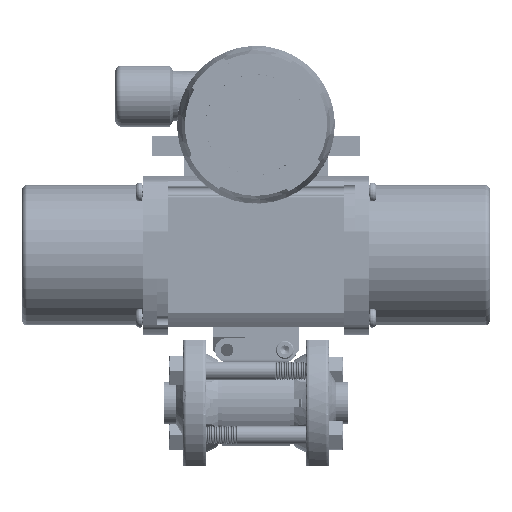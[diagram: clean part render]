
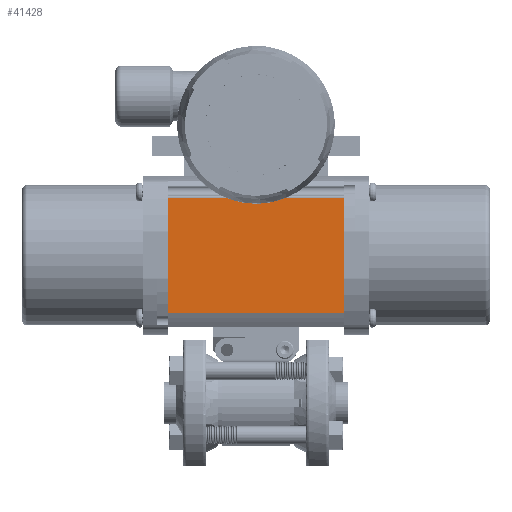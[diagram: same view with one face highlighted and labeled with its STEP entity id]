
A CAD part, top view. The second image highlights one B-rep face of the part: STEP entity #41428.
In plain terms, the highlighted planar face has unit normal (0, 0, 1).
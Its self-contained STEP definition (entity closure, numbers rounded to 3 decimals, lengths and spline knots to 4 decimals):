
#1320 = DIRECTION ( 'NONE',  ( -1., 0., 0. ) ) ;
#2608 = CARTESIAN_POINT ( 'NONE',  ( -1.5275, 3.5694, 1.17 ) ) ;
#3221 = PLANE ( 'NONE',  #122824 ) ;
#25424 = VERTEX_POINT ( 'NONE', #69444 ) ;
#41428 = ADVANCED_FACE ( 'NONE', ( #214739 ), #3221, .F. ) ;
#42089 = EDGE_CURVE ( 'NONE', #25424, #62420, #113248, .T. ) ;
#45412 = VECTOR ( 'NONE', #123727, 39.3701 ) ;
#62420 = VERTEX_POINT ( 'NONE', #236186 ) ;
#63389 = DIRECTION ( 'NONE',  ( 0., -1., 0. ) ) ;
#66485 = CARTESIAN_POINT ( 'NONE',  ( 1.5275, 3.5694, 1.17 ) ) ;
#69444 = CARTESIAN_POINT ( 'NONE',  ( 1.5275, 3.5621, 1.17 ) ) ;
#94717 = VERTEX_POINT ( 'NONE', #95593 ) ;
#95593 = CARTESIAN_POINT ( 'NONE',  ( -1.5275, 1.5679, 1.17 ) ) ;
#97481 = EDGE_LOOP ( 'NONE', ( #236219, #217464, #236490, #164718 ) ) ;
#98309 = CARTESIAN_POINT ( 'NONE',  ( -1.5275, 3.5621, 1.17 ) ) ;
#113248 = LINE ( 'NONE', #66485, #165489 ) ;
#121829 = CARTESIAN_POINT ( 'NONE',  ( -5.0403, 3.5694, 1.17 ) ) ;
#122824 = AXIS2_PLACEMENT_3D ( 'NONE', #121829, #180983, #63389 ) ;
#123727 = DIRECTION ( 'NONE',  ( 1., 0., 0. ) ) ;
#130866 = VECTOR ( 'NONE', #177838, 39.3701 ) ;
#136970 = LINE ( 'NONE', #2608, #130866 ) ;
#138803 = CARTESIAN_POINT ( 'NONE',  ( -5.0403, 3.5621, 1.17 ) ) ;
#148601 = EDGE_CURVE ( 'NONE', #94717, #62420, #149940, .T. ) ;
#149940 = LINE ( 'NONE', #221307, #45412 ) ;
#164718 = ORIENTED_EDGE ( 'NONE', *, *, #148601, .T. ) ;
#165489 = VECTOR ( 'NONE', #184043, 39.3701 ) ;
#177838 = DIRECTION ( 'NONE',  ( 0., 1., 0. ) ) ;
#180983 = DIRECTION ( 'NONE',  ( 0., 0., -1. ) ) ;
#184043 = DIRECTION ( 'NONE',  ( 0., -1., 0. ) ) ;
#199156 = LINE ( 'NONE', #138803, #251280 ) ;
#206181 = EDGE_CURVE ( 'NONE', #25424, #229235, #199156, .T. ) ;
#214739 = FACE_OUTER_BOUND ( 'NONE', #97481, .T. ) ;
#217464 = ORIENTED_EDGE ( 'NONE', *, *, #206181, .T. ) ;
#221307 = CARTESIAN_POINT ( 'NONE',  ( -5.0403, 1.5679, 1.17 ) ) ;
#229235 = VERTEX_POINT ( 'NONE', #98309 ) ;
#236186 = CARTESIAN_POINT ( 'NONE',  ( 1.5275, 1.5679, 1.17 ) ) ;
#236219 = ORIENTED_EDGE ( 'NONE', *, *, #42089, .F. ) ;
#236490 = ORIENTED_EDGE ( 'NONE', *, *, #247382, .F. ) ;
#247382 = EDGE_CURVE ( 'NONE', #94717, #229235, #136970, .T. ) ;
#251280 = VECTOR ( 'NONE', #1320, 39.3701 ) ;
